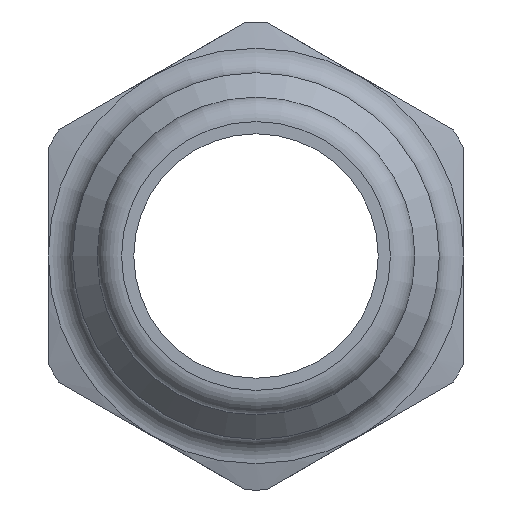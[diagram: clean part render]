
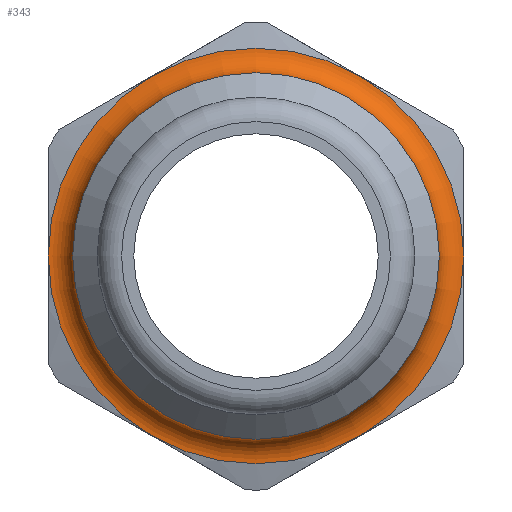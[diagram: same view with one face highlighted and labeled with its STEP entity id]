
A CAD part, left-side view. The second image highlights one B-rep face of the part: STEP entity #343.
In plain terms, the highlighted toroidal (fillet/blend) face has major radius 8.5 mm and minor radius 1 mm.
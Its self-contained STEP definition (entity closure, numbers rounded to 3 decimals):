
#271=CARTESIAN_POINT('',(20.5,0.0,0.0));
#272=DIRECTION('',(1.0,0.0,0.0));
#273=DIRECTION('',(0.0,0.0,-1.0));
#274=AXIS2_PLACEMENT_3D('',#271,#272,#273);
#275=TOROIDAL_SURFACE('',#274,8.5,1.0);
#276=CARTESIAN_POINT('',(20.5,7.5,0.0));
#277=VERTEX_POINT('',#276);
#278=CARTESIAN_POINT('',(20.5,0.0,0.0));
#279=DIRECTION('',(1.0,0.0,0.0));
#280=DIRECTION('',(0.0,-1.0,0.0));
#281=AXIS2_PLACEMENT_3D('',#278,#279,#280);
#282=CIRCLE('',#281,7.5);
#283=EDGE_CURVE('',#277,#277,#282,.T.);
#284=ORIENTED_EDGE('',*,*,#283,.T.);
#285=EDGE_LOOP('',(#284));
#286=FACE_OUTER_BOUND('',#285,.T.);
#287=CARTESIAN_POINT('',(21.5,4.25,-7.361));
#288=VERTEX_POINT('',#287);
#289=CARTESIAN_POINT('',(21.5,8.5,0.0));
#290=VERTEX_POINT('',#289);
#291=CARTESIAN_POINT('',(21.5,0.0,0.0));
#292=DIRECTION('',(1.0,0.0,0.0));
#293=DIRECTION('',(0.0,1.0,0.0));
#294=AXIS2_PLACEMENT_3D('',#291,#292,#293);
#295=CIRCLE('',#294,8.5);
#296=EDGE_CURVE('',#288,#290,#295,.T.);
#297=ORIENTED_EDGE('',*,*,#296,.F.);
#298=CARTESIAN_POINT('',(21.5,-4.25,-7.361));
#299=VERTEX_POINT('',#298);
#300=CARTESIAN_POINT('',(21.5,0.0,0.0));
#301=DIRECTION('',(1.0,0.0,0.0));
#302=DIRECTION('',(0.0,1.0,0.0));
#303=AXIS2_PLACEMENT_3D('',#300,#301,#302);
#304=CIRCLE('',#303,8.5);
#305=EDGE_CURVE('',#299,#288,#304,.T.);
#306=ORIENTED_EDGE('',*,*,#305,.F.);
#307=CARTESIAN_POINT('',(21.5,-8.5,0.));
#308=VERTEX_POINT('',#307);
#309=CARTESIAN_POINT('',(21.5,0.0,0.0));
#310=DIRECTION('',(1.0,0.0,0.0));
#311=DIRECTION('',(0.0,1.0,0.0));
#312=AXIS2_PLACEMENT_3D('',#309,#310,#311);
#313=CIRCLE('',#312,8.5);
#314=EDGE_CURVE('',#308,#299,#313,.T.);
#315=ORIENTED_EDGE('',*,*,#314,.F.);
#316=CARTESIAN_POINT('',(21.5,-4.25,7.361));
#317=VERTEX_POINT('',#316);
#318=CARTESIAN_POINT('',(21.5,0.0,0.0));
#319=DIRECTION('',(1.0,0.0,0.0));
#320=DIRECTION('',(0.0,1.0,0.0));
#321=AXIS2_PLACEMENT_3D('',#318,#319,#320);
#322=CIRCLE('',#321,8.5);
#323=EDGE_CURVE('',#317,#308,#322,.T.);
#324=ORIENTED_EDGE('',*,*,#323,.F.);
#325=CARTESIAN_POINT('',(21.5,4.25,7.361));
#326=VERTEX_POINT('',#325);
#327=CARTESIAN_POINT('',(21.5,0.0,0.0));
#328=DIRECTION('',(1.0,0.0,0.0));
#329=DIRECTION('',(0.0,1.0,0.0));
#330=AXIS2_PLACEMENT_3D('',#327,#328,#329);
#331=CIRCLE('',#330,8.5);
#332=EDGE_CURVE('',#326,#317,#331,.T.);
#333=ORIENTED_EDGE('',*,*,#332,.F.);
#334=CARTESIAN_POINT('',(21.5,0.0,0.0));
#335=DIRECTION('',(1.0,0.0,0.0));
#336=DIRECTION('',(0.0,1.0,0.0));
#337=AXIS2_PLACEMENT_3D('',#334,#335,#336);
#338=CIRCLE('',#337,8.5);
#339=EDGE_CURVE('',#290,#326,#338,.T.);
#340=ORIENTED_EDGE('',*,*,#339,.F.);
#341=EDGE_LOOP('',(#297,#306,#315,#324,#333,#340));
#342=FACE_BOUND('',#341,.T.);
#343=ADVANCED_FACE('',(#286,#342),#275,.F.);
